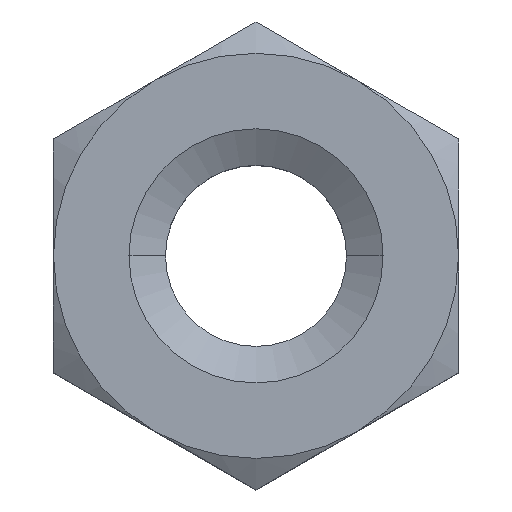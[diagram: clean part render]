
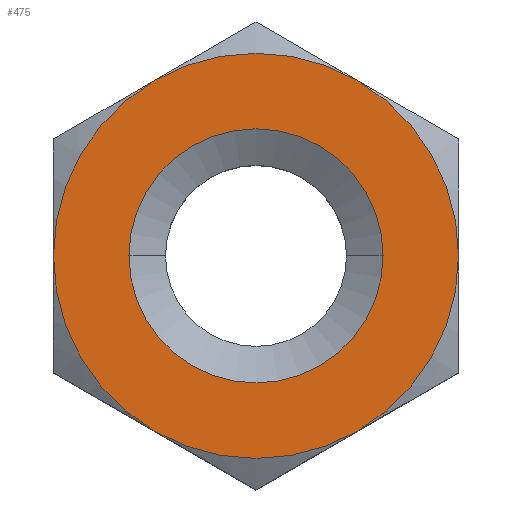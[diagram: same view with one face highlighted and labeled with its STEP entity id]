
A CAD part, top view. The second image highlights one B-rep face of the part: STEP entity #475.
In plain terms, the highlighted planar face has unit normal (0, 0, 1).
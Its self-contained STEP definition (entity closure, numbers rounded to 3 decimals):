
#11 = FACE_BOUND ( 'NONE', #460, .T. ) ;
#14 = VERTEX_POINT ( 'NONE', #531 ) ;
#30 = CARTESIAN_POINT ( 'NONE',  ( 2.75, 0., 0. ) ) ;
#33 = DIRECTION ( 'NONE',  ( 0., 0., 1. ) ) ;
#62 = VERTEX_POINT ( 'NONE', #617 ) ;
#64 = CARTESIAN_POINT ( 'NONE',  ( 1.375, 2.382, 0. ) ) ;
#71 = DIRECTION ( 'NONE',  ( 1., 0., 0. ) ) ;
#72 = CARTESIAN_POINT ( 'NONE',  ( 0., 0., 0. ) ) ;
#79 = DIRECTION ( 'NONE',  ( 0., 0., 1. ) ) ;
#104 = DIRECTION ( 'NONE',  ( 1., 0., 0. ) ) ;
#108 = CARTESIAN_POINT ( 'NONE',  ( 1.725, 0., 0. ) ) ;
#110 = AXIS2_PLACEMENT_3D ( 'NONE', #515, #568, #623 ) ;
#111 = CIRCLE ( 'NONE', #395, 2.75 ) ;
#116 = CARTESIAN_POINT ( 'NONE',  ( 0., 0., 0. ) ) ;
#123 = DIRECTION ( 'NONE',  ( 1., 0., 0. ) ) ;
#129 = DIRECTION ( 'NONE',  ( 0., 0., 1. ) ) ;
#135 = EDGE_CURVE ( 'NONE', #14, #212, #410, .T. ) ;
#142 = EDGE_CURVE ( 'NONE', #432, #264, #624, .T. ) ;
#150 = EDGE_LOOP ( 'NONE', ( #386, #536, #644, #336, #188, #284 ) ) ;
#156 = CARTESIAN_POINT ( 'NONE',  ( 0., 0., 0. ) ) ;
#166 = EDGE_CURVE ( 'NONE', #543, #14, #643, .T. ) ;
#183 = DIRECTION ( 'NONE',  ( 0., 0., 1. ) ) ;
#188 = ORIENTED_EDGE ( 'NONE', *, *, #301, .T. ) ;
#189 = AXIS2_PLACEMENT_3D ( 'NONE', #579, #129, #290 ) ;
#195 = ORIENTED_EDGE ( 'NONE', *, *, #142, .F. ) ;
#212 = VERTEX_POINT ( 'NONE', #30 ) ;
#241 = CIRCLE ( 'NONE', #512, 1.725 ) ;
#247 = EDGE_CURVE ( 'NONE', #212, #422, #615, .T. ) ;
#258 = CARTESIAN_POINT ( 'NONE',  ( 0., 0., 0. ) ) ;
#264 = VERTEX_POINT ( 'NONE', #471 ) ;
#284 = ORIENTED_EDGE ( 'NONE', *, *, #166, .T. ) ;
#290 = DIRECTION ( 'NONE',  ( 1., 0., 0. ) ) ;
#293 = CIRCLE ( 'NONE', #439, 2.75 ) ;
#301 = EDGE_CURVE ( 'NONE', #574, #543, #111, .T. ) ;
#321 = EDGE_CURVE ( 'NONE', #264, #432, #241, .T. ) ;
#336 = ORIENTED_EDGE ( 'NONE', *, *, #606, .T. ) ;
#341 = CARTESIAN_POINT ( 'NONE',  ( 0., 0., 0. ) ) ;
#349 = CARTESIAN_POINT ( 'NONE',  ( -1.375, -2.382, 0. ) ) ;
#364 = AXIS2_PLACEMENT_3D ( 'NONE', #72, #79, #632 ) ;
#373 = DIRECTION ( 'NONE',  ( 1., 0., 0. ) ) ;
#386 = ORIENTED_EDGE ( 'NONE', *, *, #135, .T. ) ;
#387 = PLANE ( 'NONE',  #388 ) ;
#388 = AXIS2_PLACEMENT_3D ( 'NONE', #551, #507, #104 ) ;
#395 = AXIS2_PLACEMENT_3D ( 'NONE', #156, #602, #433 ) ;
#410 = CIRCLE ( 'NONE', #110, 2.75 ) ;
#422 = VERTEX_POINT ( 'NONE', #64 ) ;
#432 = VERTEX_POINT ( 'NONE', #108 ) ;
#433 = DIRECTION ( 'NONE',  ( 1., 0., 0. ) ) ;
#439 = AXIS2_PLACEMENT_3D ( 'NONE', #341, #183, #71 ) ;
#447 = CIRCLE ( 'NONE', #556, 2.75 ) ;
#460 = EDGE_LOOP ( 'NONE', ( #195, #565 ) ) ;
#471 = CARTESIAN_POINT ( 'NONE',  ( -1.725, 0., 0. ) ) ;
#475 = ADVANCED_FACE ( 'NONE', ( #11, #590 ), #387, .T. ) ;
#507 = DIRECTION ( 'NONE',  ( 0., 0., 1. ) ) ;
#512 = AXIS2_PLACEMENT_3D ( 'NONE', #546, #600, #373 ) ;
#515 = CARTESIAN_POINT ( 'NONE',  ( 0., 0., 0. ) ) ;
#522 = DIRECTION ( 'NONE',  ( 0., 0., 1. ) ) ;
#531 = CARTESIAN_POINT ( 'NONE',  ( 1.375, -2.382, 0. ) ) ;
#536 = ORIENTED_EDGE ( 'NONE', *, *, #247, .T. ) ;
#543 = VERTEX_POINT ( 'NONE', #349 ) ;
#546 = CARTESIAN_POINT ( 'NONE',  ( 0., 0., 0. ) ) ;
#551 = CARTESIAN_POINT ( 'NONE',  ( 0., 3.175, 0. ) ) ;
#556 = AXIS2_PLACEMENT_3D ( 'NONE', #116, #522, #123 ) ;
#565 = ORIENTED_EDGE ( 'NONE', *, *, #321, .F. ) ;
#568 = DIRECTION ( 'NONE',  ( 0., 0., 1. ) ) ;
#574 = VERTEX_POINT ( 'NONE', #629 ) ;
#579 = CARTESIAN_POINT ( 'NONE',  ( 0., 0., 0. ) ) ;
#590 = FACE_OUTER_BOUND ( 'NONE', #150, .T. ) ;
#594 = DIRECTION ( 'NONE',  ( 1., 0., 0. ) ) ;
#600 = DIRECTION ( 'NONE',  ( 0., 0., 1. ) ) ;
#602 = DIRECTION ( 'NONE',  ( 0., 0., 1. ) ) ;
#606 = EDGE_CURVE ( 'NONE', #62, #574, #447, .T. ) ;
#612 = EDGE_CURVE ( 'NONE', #422, #62, #293, .T. ) ;
#615 = CIRCLE ( 'NONE', #637, 2.75 ) ;
#617 = CARTESIAN_POINT ( 'NONE',  ( -1.375, 2.382, 0. ) ) ;
#623 = DIRECTION ( 'NONE',  ( 1., 0., 0. ) ) ;
#624 = CIRCLE ( 'NONE', #189, 1.725 ) ;
#629 = CARTESIAN_POINT ( 'NONE',  ( -2.75, 0., 0. ) ) ;
#632 = DIRECTION ( 'NONE',  ( 1., 0., 0. ) ) ;
#637 = AXIS2_PLACEMENT_3D ( 'NONE', #258, #33, #594 ) ;
#643 = CIRCLE ( 'NONE', #364, 2.75 ) ;
#644 = ORIENTED_EDGE ( 'NONE', *, *, #612, .T. ) ;
